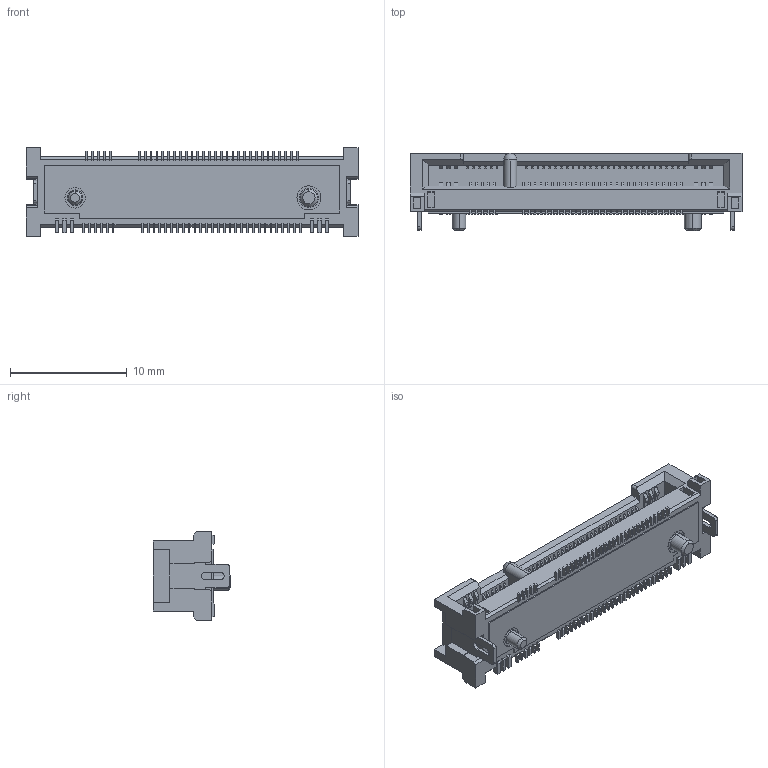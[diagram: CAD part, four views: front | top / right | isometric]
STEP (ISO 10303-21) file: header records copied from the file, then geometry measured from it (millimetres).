
FILE_DESCRIPTION (( 'STEP AP214' ), '1' );
FILE_NAME ('Custom M2 connector(join).STEP', '2016-10-06T18:07:48', ( '' ), ( '' ), 'SwSTEP 2.0', 'SolidWorks 2014', '' );
FILE_SCHEMA (( 'AUTOMOTIVE_DESIGN' ));
Length unit declared in the file: millimetre
Products named in the file (1): Custom M2 connector(join)
Bounding box: 28.4 x 6.6 x 7.6 mm (x, y, z)
Volume: 653.8 mm3; surface area: 1128.2 mm2
Topology: 1 solids, 3 shells, 1370 faces, 4013 edges, 2666 vertices
Faces by surface type: plane 1111, cylinder 250, torus 4, cone 4, sphere 1
Entity records: 44968 total; most frequent: CARTESIAN_POINT 8059, ORIENTED_EDGE 8022, DIRECTION 7260, EDGE_CURVE 4011, VECTOR 3496, LINE 3496, VERTEX_POINT 2665, AXIS2_PLACEMENT_3D 1882
